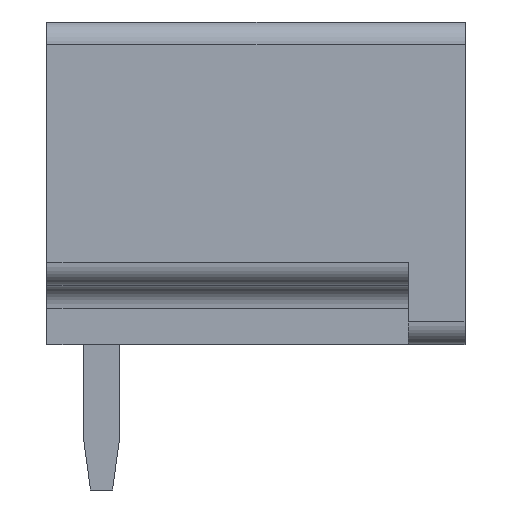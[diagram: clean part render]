
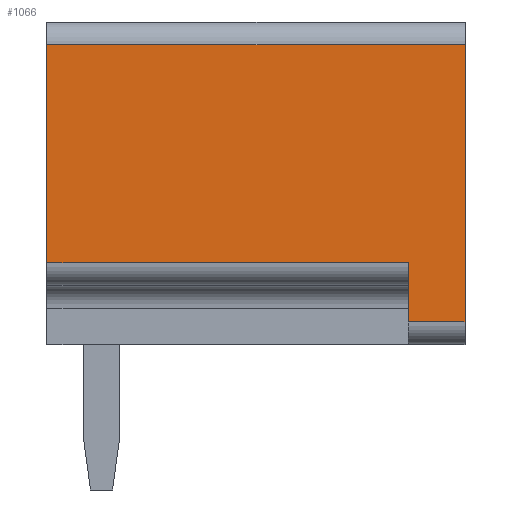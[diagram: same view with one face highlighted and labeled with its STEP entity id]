
A CAD part, left-side view. The second image highlights one B-rep face of the part: STEP entity #1066.
In plain terms, the highlighted planar face has unit normal (-1, 0, 0).
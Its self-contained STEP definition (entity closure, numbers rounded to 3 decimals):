
#1030=AXIS2_PLACEMENT_3D('Plane Axis2P3D',#1027,#1028,#1029) ;
#188=CARTESIAN_POINT('Vertex',(0.,0.,9.8)) ;
#191=CARTESIAN_POINT('Line Origine',(0.,0.,6.75)) ;
#195=CARTESIAN_POINT('Vertex',(0.,0.,3.7)) ;
#1008=CARTESIAN_POINT('Line Origine',(0.,4.6,9.8)) ;
#1012=CARTESIAN_POINT('Vertex',(0.,9.2,9.8)) ;
#1027=CARTESIAN_POINT('Axis2P3D Location',(0.,0.,3.7)) ;
#1032=CARTESIAN_POINT('Line Origine',(0.,0.625,3.7)) ;
#1036=CARTESIAN_POINT('Vertex',(0.,1.25,3.7)) ;
#1039=CARTESIAN_POINT('Line Origine',(0.,9.2,7.4)) ;
#1043=CARTESIAN_POINT('Vertex',(0.,9.2,5.)) ;
#1046=CARTESIAN_POINT('Line Origine',(0.,5.225,5.)) ;
#1050=CARTESIAN_POINT('Vertex',(0.,1.25,5.)) ;
#1053=CARTESIAN_POINT('Line Origine',(0.,1.25,4.35)) ;
#192=DIRECTION('Vector Direction',(0.,0.,1.)) ;
#1009=DIRECTION('Vector Direction',(0.,1.,0.)) ;
#1028=DIRECTION('Axis2P3D Direction',(-1.,0.,0.)) ;
#1029=DIRECTION('Axis2P3D XDirection',(0.,0.,1.)) ;
#1033=DIRECTION('Vector Direction',(0.,1.,0.)) ;
#1040=DIRECTION('Vector Direction',(0.,0.,1.)) ;
#1047=DIRECTION('Vector Direction',(0.,1.,0.)) ;
#1054=DIRECTION('Vector Direction',(0.,0.,-1.)) ;
#193=VECTOR('Line Direction',#192,1.) ;
#1010=VECTOR('Line Direction',#1009,1.) ;
#1034=VECTOR('Line Direction',#1033,1.) ;
#1041=VECTOR('Line Direction',#1040,1.) ;
#1048=VECTOR('Line Direction',#1047,1.) ;
#1055=VECTOR('Line Direction',#1054,1.) ;
#1059=ORIENTED_EDGE('',*,*,#1038,.F.) ;
#1060=ORIENTED_EDGE('',*,*,#197,.T.) ;
#1061=ORIENTED_EDGE('',*,*,#1014,.T.) ;
#1062=ORIENTED_EDGE('',*,*,#1045,.F.) ;
#1063=ORIENTED_EDGE('',*,*,#1052,.F.) ;
#1064=ORIENTED_EDGE('',*,*,#1057,.T.) ;
#1066=ADVANCED_FACE('Housing',(#1065),#1031,.T.) ;
#197=EDGE_CURVE('',#196,#189,#194,.T.) ;
#1014=EDGE_CURVE('',#189,#1013,#1011,.T.) ;
#1038=EDGE_CURVE('',#196,#1037,#1035,.T.) ;
#1045=EDGE_CURVE('',#1044,#1013,#1042,.T.) ;
#1052=EDGE_CURVE('',#1051,#1044,#1049,.T.) ;
#1057=EDGE_CURVE('',#1051,#1037,#1056,.T.) ;
#1058=EDGE_LOOP('',(#1059,#1060,#1061,#1062,#1063,#1064)) ;
#1065=FACE_OUTER_BOUND('',#1058,.T.) ;
#194=LINE('Line',#191,#193) ;
#1011=LINE('Line',#1008,#1010) ;
#1035=LINE('Line',#1032,#1034) ;
#1042=LINE('Line',#1039,#1041) ;
#1049=LINE('Line',#1046,#1048) ;
#1056=LINE('Line',#1053,#1055) ;
#1031=PLANE('',#1030) ;
#189=VERTEX_POINT('',#188) ;
#196=VERTEX_POINT('',#195) ;
#1013=VERTEX_POINT('',#1012) ;
#1037=VERTEX_POINT('',#1036) ;
#1044=VERTEX_POINT('',#1043) ;
#1051=VERTEX_POINT('',#1050) ;
